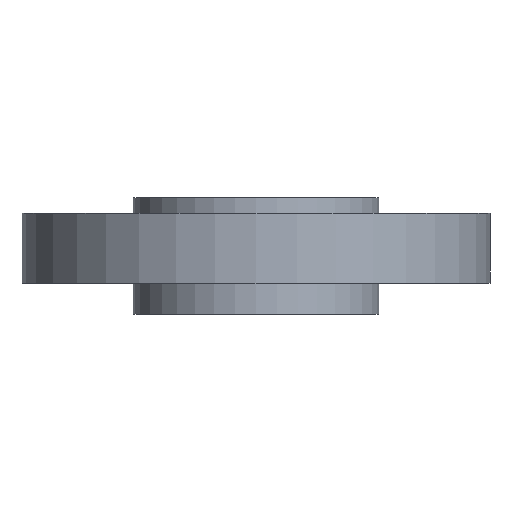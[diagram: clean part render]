
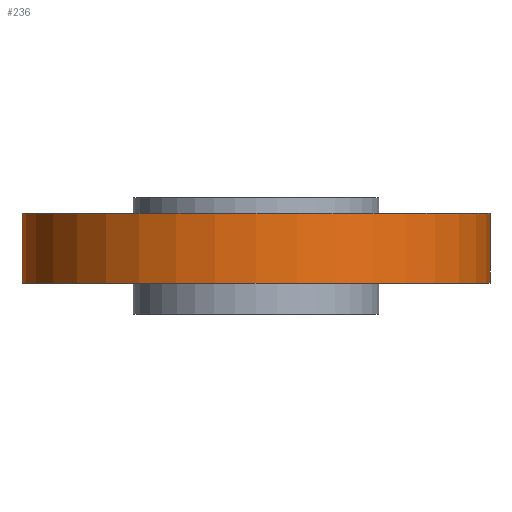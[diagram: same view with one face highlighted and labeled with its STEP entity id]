
A CAD part, front view. The second image highlights one B-rep face of the part: STEP entity #236.
In plain terms, the highlighted cylindrical face has radius 95.25 mm (diameter 190.5 mm), a partial arc.
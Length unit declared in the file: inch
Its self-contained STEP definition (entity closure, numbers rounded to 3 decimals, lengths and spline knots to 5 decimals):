
#5 = CARTESIAN_POINT ( 'NONE',  ( 3.75, 0., -0.25 ) ) ;
#6 = DIRECTION ( 'NONE',  ( 1., 0., 0. ) ) ;
#35 = LINE ( 'NONE', #196, #662 ) ;
#167 = DIRECTION ( 'NONE',  ( 0., 0., 1. ) ) ;
#179 = CIRCLE ( 'NONE', #968, 3.75 ) ;
#185 = DIRECTION ( 'NONE',  ( 0., 0., 1. ) ) ;
#196 = CARTESIAN_POINT ( 'NONE',  ( 3.75, 0., -11.9766 ) ) ;
#226 = CARTESIAN_POINT ( 'NONE',  ( -3.75, 0., -11.9766 ) ) ;
#228 = DIRECTION ( 'NONE',  ( 0., 0., 1. ) ) ;
#236 = ADVANCED_FACE ( 'NONE', ( #317 ), #390, .T. ) ;
#317 = FACE_OUTER_BOUND ( 'NONE', #971, .T. ) ;
#366 = VECTOR ( 'NONE', #847, 39.37008 ) ;
#390 = CYLINDRICAL_SURFACE ( 'NONE', #871, 3.75 ) ;
#414 = CARTESIAN_POINT ( 'NONE',  ( -3.75, 0., -1.37 ) ) ;
#458 = EDGE_CURVE ( 'NONE', #926, #765, #843, .T. ) ;
#509 = ORIENTED_EDGE ( 'NONE', *, *, #605, .F. ) ;
#525 = VERTEX_POINT ( 'NONE', #5 ) ;
#536 = CARTESIAN_POINT ( 'NONE',  ( 0., 0., -0.25 ) ) ;
#605 = EDGE_CURVE ( 'NONE', #765, #525, #637, .T. ) ;
#610 = ORIENTED_EDGE ( 'NONE', *, *, #799, .F. ) ;
#624 = ORIENTED_EDGE ( 'NONE', *, *, #867, .T. ) ;
#637 = CIRCLE ( 'NONE', #1004, 3.75 ) ;
#652 = DIRECTION ( 'NONE',  ( 0., 0., -1. ) ) ;
#655 = CARTESIAN_POINT ( 'NONE',  ( 3.75, 0., -1.37 ) ) ;
#662 = VECTOR ( 'NONE', #185, 39.37008 ) ;
#666 = DIRECTION ( 'NONE',  ( 1., 0., 0. ) ) ;
#765 = VERTEX_POINT ( 'NONE', #952 ) ;
#768 = DIRECTION ( 'NONE',  ( 1., 0., 0. ) ) ;
#799 = EDGE_CURVE ( 'NONE', #824, #926, #179, .T. ) ;
#824 = VERTEX_POINT ( 'NONE', #655 ) ;
#843 = LINE ( 'NONE', #226, #366 ) ;
#847 = DIRECTION ( 'NONE',  ( 0., 0., 1. ) ) ;
#867 = EDGE_CURVE ( 'NONE', #824, #525, #35, .T. ) ;
#871 = AXIS2_PLACEMENT_3D ( 'NONE', #937, #167, #6 ) ;
#887 = CARTESIAN_POINT ( 'NONE',  ( 0., 0., -1.37 ) ) ;
#926 = VERTEX_POINT ( 'NONE', #414 ) ;
#937 = CARTESIAN_POINT ( 'NONE',  ( 0., 0., -11.9766 ) ) ;
#952 = CARTESIAN_POINT ( 'NONE',  ( -3.75, 0., -0.25 ) ) ;
#968 = AXIS2_PLACEMENT_3D ( 'NONE', #887, #652, #666 ) ;
#971 = EDGE_LOOP ( 'NONE', ( #985, #610, #624, #509 ) ) ;
#985 = ORIENTED_EDGE ( 'NONE', *, *, #458, .F. ) ;
#1004 = AXIS2_PLACEMENT_3D ( 'NONE', #536, #228, #768 ) ;
